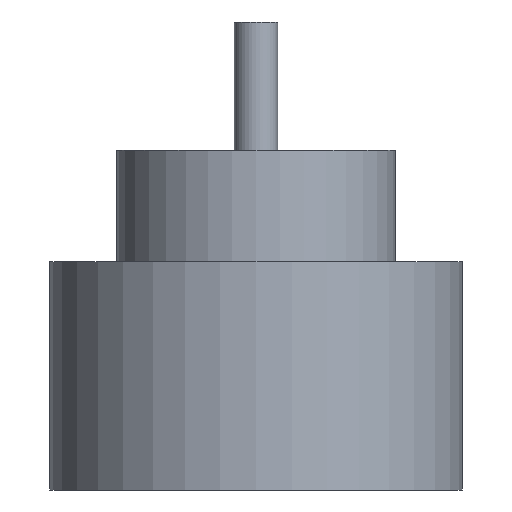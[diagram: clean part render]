
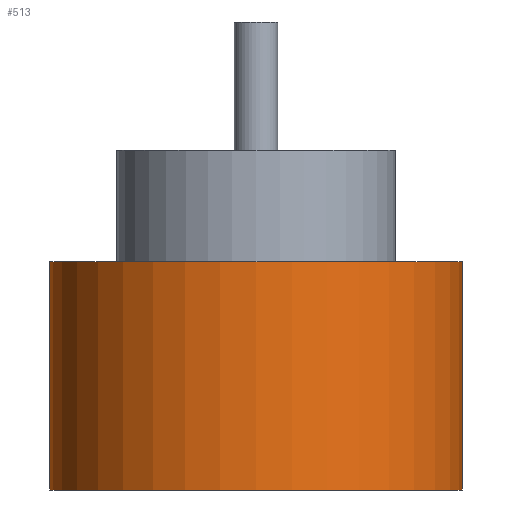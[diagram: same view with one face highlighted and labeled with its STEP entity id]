
A CAD part, front view. The second image highlights one B-rep face of the part: STEP entity #513.
In plain terms, the highlighted cylindrical face has radius 1.85 mm (diameter 3.7 mm), a partial arc.
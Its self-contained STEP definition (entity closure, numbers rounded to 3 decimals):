
#11 = EDGE_LOOP ( 'NONE', ( #310, #174, #295, #649 ) ) ;
#20 = DIRECTION ( 'NONE',  ( 0., 0., 1. ) ) ;
#27 = CARTESIAN_POINT ( 'NONE',  ( -1.85, 0., 1.55 ) ) ;
#46 = VERTEX_POINT ( 'NONE', #470 ) ;
#74 = CIRCLE ( 'NONE', #701, 1.85 ) ;
#76 = VECTOR ( 'NONE', #173, 1000. ) ;
#107 = CIRCLE ( 'NONE', #246, 1.85 ) ;
#155 = DIRECTION ( 'NONE',  ( 0., 0., -1. ) ) ;
#173 = DIRECTION ( 'NONE',  ( 0., 0., -1. ) ) ;
#174 = ORIENTED_EDGE ( 'NONE', *, *, #718, .F. ) ;
#175 = CARTESIAN_POINT ( 'NONE',  ( -1.85, 0., -0.5 ) ) ;
#238 = EDGE_CURVE ( 'NONE', #642, #672, #707, .T. ) ;
#246 = AXIS2_PLACEMENT_3D ( 'NONE', #622, #745, #351 ) ;
#272 = DIRECTION ( 'NONE',  ( 1., 0., 0. ) ) ;
#295 = ORIENTED_EDGE ( 'NONE', *, *, #238, .T. ) ;
#310 = ORIENTED_EDGE ( 'NONE', *, *, #569, .F. ) ;
#322 = VECTOR ( 'NONE', #155, 1000. ) ;
#331 = DIRECTION ( 'NONE',  ( 0., 0., -1. ) ) ;
#351 = DIRECTION ( 'NONE',  ( 1., 0., 0. ) ) ;
#368 = CARTESIAN_POINT ( 'NONE',  ( 1.85, 0., 1.55 ) ) ;
#391 = CARTESIAN_POINT ( 'NONE',  ( 0., 0., 2.55 ) ) ;
#406 = CARTESIAN_POINT ( 'NONE',  ( 1.85, 0., 2.55 ) ) ;
#470 = CARTESIAN_POINT ( 'NONE',  ( 1.85, 0., -0.5 ) ) ;
#480 = CARTESIAN_POINT ( 'NONE',  ( 0., 0., -0.5 ) ) ;
#513 = ADVANCED_FACE ( 'NONE', ( #806 ), #604, .T. ) ;
#556 = EDGE_CURVE ( 'NONE', #672, #46, #74, .T. ) ;
#569 = EDGE_CURVE ( 'NONE', #778, #46, #691, .T. ) ;
#604 = CYLINDRICAL_SURFACE ( 'NONE', #706, 1.85 ) ;
#614 = CARTESIAN_POINT ( 'NONE',  ( -1.85, 0., 2.55 ) ) ;
#622 = CARTESIAN_POINT ( 'NONE',  ( 0., 0., 1.55 ) ) ;
#642 = VERTEX_POINT ( 'NONE', #27 ) ;
#649 = ORIENTED_EDGE ( 'NONE', *, *, #556, .T. ) ;
#653 = DIRECTION ( 'NONE',  ( -1., 0., 0. ) ) ;
#672 = VERTEX_POINT ( 'NONE', #175 ) ;
#691 = LINE ( 'NONE', #406, #322 ) ;
#701 = AXIS2_PLACEMENT_3D ( 'NONE', #480, #20, #272 ) ;
#706 = AXIS2_PLACEMENT_3D ( 'NONE', #391, #331, #653 ) ;
#707 = LINE ( 'NONE', #614, #76 ) ;
#718 = EDGE_CURVE ( 'NONE', #642, #778, #107, .T. ) ;
#745 = DIRECTION ( 'NONE',  ( 0., 0., 1. ) ) ;
#778 = VERTEX_POINT ( 'NONE', #368 ) ;
#806 = FACE_OUTER_BOUND ( 'NONE', #11, .T. ) ;
